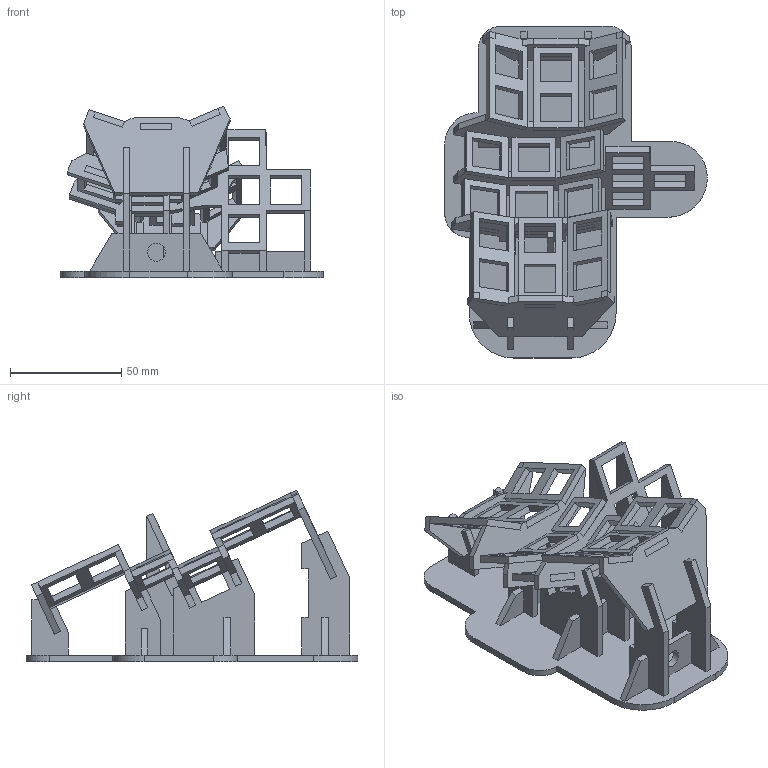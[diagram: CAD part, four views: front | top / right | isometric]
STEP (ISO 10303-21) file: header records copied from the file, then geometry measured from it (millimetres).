
FILE_DESCRIPTION(/* description */ (''),/* implementation_level */ '2;1');
FILE_NAME(/* name */ 'acrylic_3dkb.step',/* time_stamp */ '2021-02-01T18:38:43+09:00',/* author */ (''),/* organization */ (''),/* preprocessor_version */ 'ST-DEVELOPER v18.1',/* originating_system */ 'Autodesk Translation Framework v9.7.1.1290',/* authorisation */ '');
FILE_SCHEMA (('AUTOMOTIVE_DESIGN { 1 0 10303 214 3 1 1 }'));
Length unit declared in the file: millimetre
Products named in the file (1): kumitate_saisinn
Bounding box: 118 x 149.25 x 77.18 mm (x, y, z)
Volume: 94139.5 mm3; surface area: 85965 mm2
Topology: 33 solids, 33 shells, 868 faces, 2406 edges, 1604 vertices
Faces by surface type: plane 859, bspline 6, cylinder 3
Full cylindrical faces by diameter (mm): 8 x1
Entity records: 27565 total; most frequent: CARTESIAN_POINT 5149, ORIENTED_EDGE 4812, DIRECTION 4126, EDGE_CURVE 2406, LINE 2388, VECTOR 2388, VERTEX_POINT 1604, EDGE_LOOP 968
